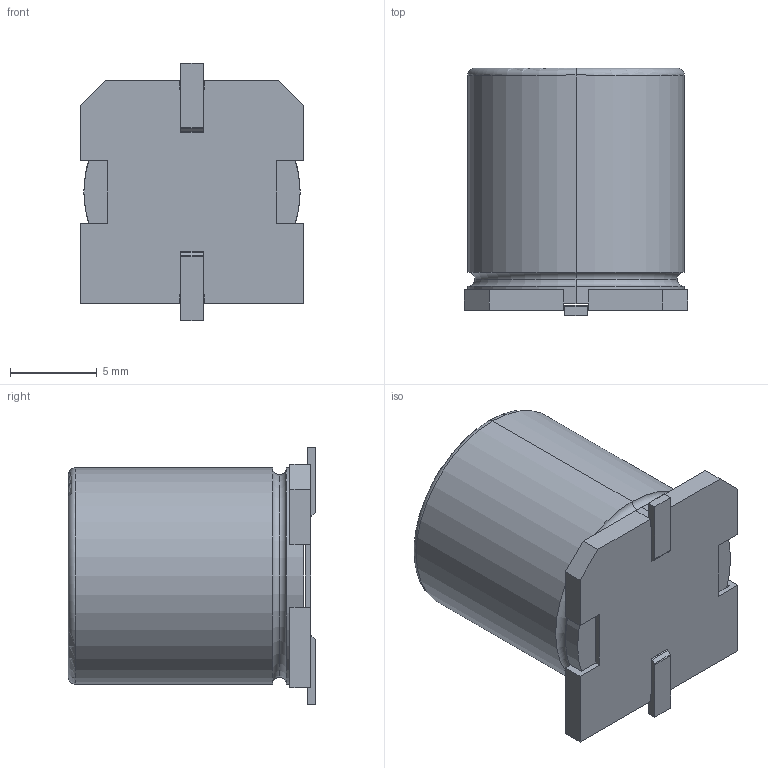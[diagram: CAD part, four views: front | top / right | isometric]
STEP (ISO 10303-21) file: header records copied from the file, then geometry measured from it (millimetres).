
FILE_DESCRIPTION (( 'STEP AP214' ), '1' );
FILE_NAME ('vishay 1213.STEP', '2021-07-25T07:34:23', ( '' ), ( '' ), 'SwSTEP 2.0', 'SolidWorks 2019', '' );
FILE_SCHEMA (( 'AUTOMOTIVE_DESIGN' ));
Length unit declared in the file: millimetre
Products named in the file (1): vishay 1213
Bounding box: 12.9 x 14.31 x 14.9 mm (x, y, z)
Volume: 1741.2 mm3; surface area: 1188.8 mm2
Topology: 2 solids, 2 shells, 66 faces, 175 edges, 113 vertices
Faces by surface type: plane 46, cylinder 14, torus 6
Entity records: 2743 total; most frequent: CARTESIAN_POINT 355, ORIENTED_EDGE 350, DIRECTION 347, EDGE_CURVE 175, VECTOR 137, LINE 137, VERTEX_POINT 113, AXIS2_PLACEMENT_3D 105
